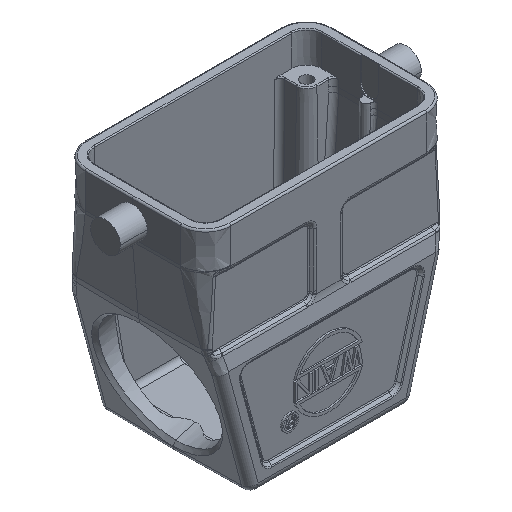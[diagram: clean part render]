
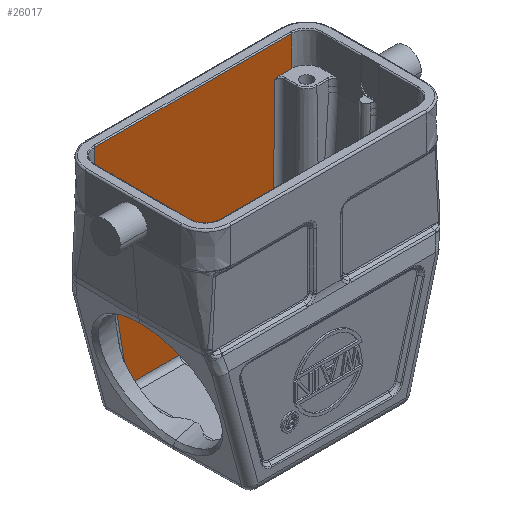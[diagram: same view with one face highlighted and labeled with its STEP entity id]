
A CAD part, isometric view. The second image highlights one B-rep face of the part: STEP entity #26017.
In plain terms, the highlighted planar face has unit normal (0, -1, 0.009).
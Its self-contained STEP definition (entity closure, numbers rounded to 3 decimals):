
#7601=DIRECTION('',(1.,0.,0.));
#7602=VECTOR('',#7601,4.116);
#7603=CARTESIAN_POINT('',(-29.1,18.52,
-9.2));
#7604=LINE('',#7603,#7602);
#8071=DIRECTION('',(1.,0.,0.));
#8072=VECTOR('',#8071,15.387);
#8073=CARTESIAN_POINT('',(-19.867,18.028,
-65.513));
#8074=LINE('',#8073,#8072);
#8085=DIRECTION('',(-0.017,-0.009,-1.));
#8086=VECTOR('',#8085,48.129);
#8087=CARTESIAN_POINT('',(23.993,18.517,-9.497));
#8088=LINE('',#8087,#8086);
#8092=DIRECTION('',(-0.259,-0.008,-0.966));
#8093=VECTOR('',#8092,6.104);
#8094=CARTESIAN_POINT('',(23.153,18.097,-57.617));
#8095=LINE('',#8094,#8093);
#8099=DIRECTION('',(-0.591,-0.007,-0.807));
#8100=VECTOR('',#8099,0.959);
#8101=CARTESIAN_POINT('',(-3.913,18.035,
-64.74));
#8102=LINE('',#8101,#8100);
#8106=DIRECTION('',(-0.153,0.009,0.988));
#8107=VECTOR('',#8106,21.999);
#8108=CARTESIAN_POINT('',(-19.867,18.028,
-65.513));
#8109=LINE('',#8108,#8107);
#8113=CARTESIAN_POINT('',(-4.94,18.243,
-40.949));
#8114=DIRECTION('',(0.,1.,-0.009));
#8115=DIRECTION('',(-0.988,-0.001,-0.153));
#8116=AXIS2_PLACEMENT_3D('',#8113,#8114,#8115);
#8121=DIRECTION('',(-0.017,0.009,1.));
#8122=VECTOR('',#8121,31.78);
#8123=CARTESIAN_POINT('',(-23.438,18.24,
-41.271));
#8124=LINE('',#8123,#8122);
#8139=DIRECTION('',(1.,0.,0.));
#8140=VECTOR('',#8139,4.116);
#8141=CARTESIAN_POINT('',(24.984,18.52,-9.2));
#8142=LINE('',#8141,#8140);
#8204=CARTESIAN_POINT('',(23.993,18.517,-9.497));
#8205=CARTESIAN_POINT('',(24.117,18.518,-9.442));
#8206=CARTESIAN_POINT('',(24.352,18.519,-9.338));
#8207=CARTESIAN_POINT('',(24.682,18.519,-9.229));
#8208=CARTESIAN_POINT('',(24.886,18.52,-9.2));
#8209=CARTESIAN_POINT('',(24.984,18.52,-9.2));
#8395=DIRECTION('',(0.,0.009,1.));
#8396=VECTOR('',#8395,8.903);
#8397=CARTESIAN_POINT('',(29.1,18.52,-9.2));
#8398=LINE('',#8397,#8396);
#9553=DIRECTION('',(1.,0.,0.));
#9554=VECTOR('',#9553,23.067);
#9555=CARTESIAN_POINT('',(-1.493,18.046,
-63.513));
#9556=LINE('',#9555,#9554);
#9715=CARTESIAN_POINT('',(-3.913,18.035,
-64.74));
#9716=CARTESIAN_POINT('',(-3.772,18.037,
-64.547));
#9717=CARTESIAN_POINT('',(-3.453,18.04,
-64.206));
#9718=CARTESIAN_POINT('',(-2.862,18.043,
-63.812));
#9719=CARTESIAN_POINT('',(-2.195,18.045,
-63.568));
#9720=CARTESIAN_POINT('',(-1.732,18.046,
-63.513));
#9721=CARTESIAN_POINT('',(-1.493,18.046,
-63.513));
#11129=DIRECTION('',(-1.,0.,0.));
#11130=VECTOR('',#11129,58.2);
#11131=CARTESIAN_POINT('',(29.1,18.597,
-0.297));
#11132=LINE('',#11131,#11130);
#11160=DIRECTION('',(0.,-0.009,-1.));
#11161=VECTOR('',#11160,8.903);
#11162=CARTESIAN_POINT('',(-29.1,18.597,
-0.297));
#11163=LINE('',#11162,#11161);
#11267=CARTESIAN_POINT('',(-24.984,18.52,
-9.2));
#11268=CARTESIAN_POINT('',(-24.886,18.52,
-9.2));
#11269=CARTESIAN_POINT('',(-24.682,18.519,
-9.229));
#11270=CARTESIAN_POINT('',(-24.353,18.519,
-9.337));
#11271=CARTESIAN_POINT('',(-24.118,18.518,
-9.442));
#11272=CARTESIAN_POINT('',(-23.993,18.517,
-9.497));
#14408=CARTESIAN_POINT('',(-29.1,18.52,-9.2));
#14409=VERTEX_POINT('',#14408);
#14410=CARTESIAN_POINT('',(-24.984,18.52,
-9.2));
#14411=VERTEX_POINT('',#14410);
#14452=CARTESIAN_POINT('',(-23.224,18.218,
-43.772));
#14453=VERTEX_POINT('',#14452);
#14454=CARTESIAN_POINT('',(-23.438,18.24,
-41.271));
#14455=VERTEX_POINT('',#14454);
#14456=CARTESIAN_POINT('',(-19.867,18.028,
-65.513));
#14457=VERTEX_POINT('',#14456);
#14474=CARTESIAN_POINT('',(-4.48,18.028,
-65.513));
#14475=VERTEX_POINT('',#14474);
#14476=CARTESIAN_POINT('',(24.984,18.52,
-9.2));
#14477=CARTESIAN_POINT('',(29.1,18.52,
-9.2));
#14478=VERTEX_POINT('',#14476);
#14479=VERTEX_POINT('',#14477);
#14480=VERTEX_POINT('',#8204);
#14481=CARTESIAN_POINT('',(23.153,18.097,
-57.617));
#14482=VERTEX_POINT('',#14481);
#14483=CARTESIAN_POINT('',(21.573,18.046,
-63.513));
#14484=VERTEX_POINT('',#14483);
#14485=CARTESIAN_POINT('',(-1.493,18.046,
-63.513));
#14486=VERTEX_POINT('',#14485);
#14487=VERTEX_POINT('',#9715);
#14488=CARTESIAN_POINT('',(-23.993,18.517,
-9.497));
#14489=VERTEX_POINT('',#14488);
#14490=CARTESIAN_POINT('',(-29.1,18.597,
-0.297));
#14491=VERTEX_POINT('',#14490);
#14492=CARTESIAN_POINT('',(29.1,18.597,
-0.297));
#14493=VERTEX_POINT('',#14492);
#25982=CARTESIAN_POINT('',(-30.455,18.6,0.));
#25983=DIRECTION('',(0.,1.,-0.009));
#25984=DIRECTION('',(-1.,0.,0.));
#25985=AXIS2_PLACEMENT_3D('',#25982,#25983,#25984);
#25986=PLANE('',#25985);
#25988=ORIENTED_EDGE('',*,*,#25987,.F.);
#25990=ORIENTED_EDGE('',*,*,#25989,.F.);
#25992=ORIENTED_EDGE('',*,*,#25991,.T.);
#25994=ORIENTED_EDGE('',*,*,#25993,.T.);
#25996=ORIENTED_EDGE('',*,*,#25995,.F.);
#25998=ORIENTED_EDGE('',*,*,#25997,.F.);
#26000=ORIENTED_EDGE('',*,*,#25999,.T.);
#26001=ORIENTED_EDGE('',*,*,#25972,.F.);
#26002=ORIENTED_EDGE('',*,*,#25863,.T.);
#26003=ORIENTED_EDGE('',*,*,#25849,.T.);
#26005=ORIENTED_EDGE('',*,*,#26004,.T.);
#26007=ORIENTED_EDGE('',*,*,#26006,.F.);
#26008=ORIENTED_EDGE('',*,*,#25599,.F.);
#26010=ORIENTED_EDGE('',*,*,#26009,.F.);
#26012=ORIENTED_EDGE('',*,*,#26011,.F.);
#26014=ORIENTED_EDGE('',*,*,#26013,.F.);
#26015=EDGE_LOOP('',(#25988,#25990,#25992,#25994,#25996,#25998,#26000,#26001,
#26002,#26003,#26005,#26007,#26008,#26010,#26012,#26014));
#26016=FACE_OUTER_BOUND('',#26015,.F.);
#8117=CIRCLE('',#8116,18.501);
#8210=B_SPLINE_CURVE_WITH_KNOTS('',3,(#8204,#8205,#8206,#8207,#8208,#8209),
.UNSPECIFIED.,.F.,.F.,(4,1,1,4),(0.,0.333,0.667,1.),
.UNSPECIFIED.);
#9722=B_SPLINE_CURVE_WITH_KNOTS('',3,(#9715,#9716,#9717,#9718,#9719,#9720,
#9721),.UNSPECIFIED.,.F.,.F.,(4,1,1,1,4),(0.,0.25,0.5,0.75,1.),
.UNSPECIFIED.);
#11273=B_SPLINE_CURVE_WITH_KNOTS('',3,(#11267,#11268,#11269,#11270,#11271,
#11272),.UNSPECIFIED.,.F.,.F.,(4,1,1,4),(0.,0.333,
0.667,1.),.UNSPECIFIED.);
#25599=EDGE_CURVE('',#14409,#14411,#7604,.T.);
#25849=EDGE_CURVE('',#14453,#14455,#8117,.T.);
#25863=EDGE_CURVE('',#14457,#14453,#8109,.T.);
#25972=EDGE_CURVE('',#14457,#14475,#8074,.T.);
#25987=EDGE_CURVE('',#14478,#14479,#8142,.T.);
#25989=EDGE_CURVE('',#14480,#14478,#8210,.T.);
#25991=EDGE_CURVE('',#14480,#14482,#8088,.T.);
#25993=EDGE_CURVE('',#14482,#14484,#8095,.T.);
#25995=EDGE_CURVE('',#14486,#14484,#9556,.T.);
#25997=EDGE_CURVE('',#14487,#14486,#9722,.T.);
#25999=EDGE_CURVE('',#14487,#14475,#8102,.T.);
#26004=EDGE_CURVE('',#14455,#14489,#8124,.T.);
#26006=EDGE_CURVE('',#14411,#14489,#11273,.T.);
#26009=EDGE_CURVE('',#14491,#14409,#11163,.T.);
#26011=EDGE_CURVE('',#14493,#14491,#11132,.T.);
#26013=EDGE_CURVE('',#14479,#14493,#8398,.T.);
#26017=ADVANCED_FACE('',(#26016),#25986,.F.);
